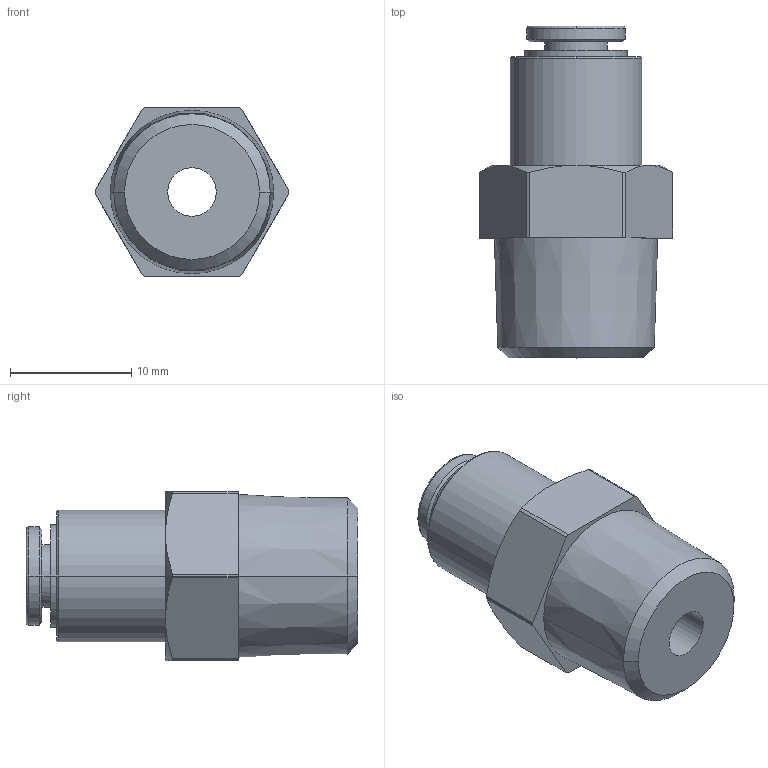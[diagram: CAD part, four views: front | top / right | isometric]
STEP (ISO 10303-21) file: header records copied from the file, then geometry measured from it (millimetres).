
FILE_DESCRIPTION(('STEP AP214'),'1');
FILE_NAME('6505_04_13WP2.stp','2016-07-07T14:17:54',('TraceParts'),('TraceParts S.A.'),'Spatial InterOp 3D',' ',' ');
FILE_SCHEMA(('automotive_design'));
Length unit declared in the file: millimetre
Products named in the file (1): 1
Bounding box: 16 x 27.42 x 14 mm (x, y, z)
Volume: 2949.9 mm3; surface area: 1735.3 mm2
Topology: 1 solids, 1 shells, 49 faces, 116 edges, 74 vertices
Faces by surface type: cylinder 18, cone 14, plane 13, torus 4
Entity records: 1467 total; most frequent: CARTESIAN_POINT 288, DIRECTION 270, ORIENTED_EDGE 232, AXIS2_PLACEMENT_3D 116, EDGE_CURVE 116, VERTEX_POINT 74, CIRCLE 66, EDGE_LOOP 56
